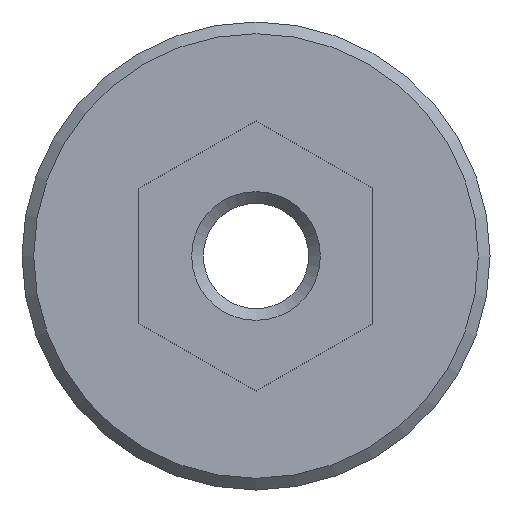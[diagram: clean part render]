
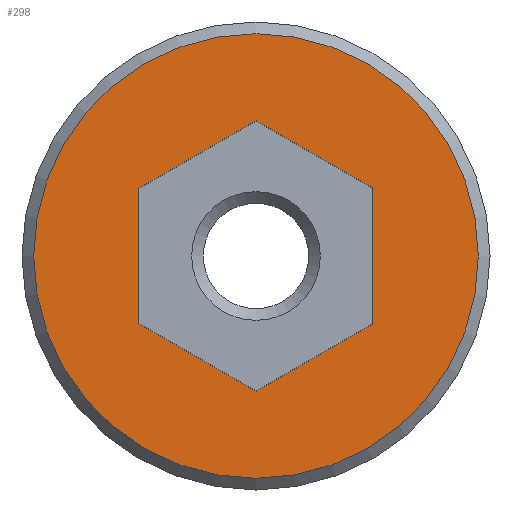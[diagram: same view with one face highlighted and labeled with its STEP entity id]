
A CAD part, left-side view. The second image highlights one B-rep face of the part: STEP entity #298.
In plain terms, the highlighted planar face has unit normal (-1, 0, 0).
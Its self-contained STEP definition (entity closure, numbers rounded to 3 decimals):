
#18=FACE_BOUND('',#62,.T.);
#22=PLANE('',#339);
#40=FACE_OUTER_BOUND('',#61,.T.);
#61=EDGE_LOOP('',(#235));
#62=EDGE_LOOP('',(#236,#237,#238,#239,#240,#241));
#86=LINE('',#495,#112);
#87=LINE('',#497,#113);
#88=LINE('',#499,#114);
#89=LINE('',#501,#115);
#90=LINE('',#503,#116);
#91=LINE('',#504,#117);
#112=VECTOR('',#402,10.);
#113=VECTOR('',#403,10.);
#114=VECTOR('',#404,10.);
#115=VECTOR('',#405,10.);
#116=VECTOR('',#406,10.);
#117=VECTOR('',#407,10.);
#132=CIRCLE('',#335,19.);
#152=VERTEX_POINT('',#483);
#155=VERTEX_POINT('',#493);
#156=VERTEX_POINT('',#494);
#157=VERTEX_POINT('',#496);
#158=VERTEX_POINT('',#498);
#159=VERTEX_POINT('',#500);
#160=VERTEX_POINT('',#502);
#180=EDGE_CURVE('',#152,#152,#132,.T.);
#185=EDGE_CURVE('',#155,#156,#86,.T.);
#186=EDGE_CURVE('',#156,#157,#87,.T.);
#187=EDGE_CURVE('',#157,#158,#88,.T.);
#188=EDGE_CURVE('',#158,#159,#89,.T.);
#189=EDGE_CURVE('',#159,#160,#90,.T.);
#190=EDGE_CURVE('',#160,#155,#91,.T.);
#235=ORIENTED_EDGE('',*,*,#180,.F.);
#236=ORIENTED_EDGE('',*,*,#185,.T.);
#237=ORIENTED_EDGE('',*,*,#186,.T.);
#238=ORIENTED_EDGE('',*,*,#187,.T.);
#239=ORIENTED_EDGE('',*,*,#188,.T.);
#240=ORIENTED_EDGE('',*,*,#189,.T.);
#241=ORIENTED_EDGE('',*,*,#190,.T.);
#298=ADVANCED_FACE('',(#40,#18),#22,.T.);
#335=AXIS2_PLACEMENT_3D('',#484,#390,#391);
#339=AXIS2_PLACEMENT_3D('',#492,#400,#401);
#390=DIRECTION('center_axis',(1.,0.,0.));
#391=DIRECTION('ref_axis',(0.,-1.,0.));
#400=DIRECTION('center_axis',(-1.,0.,0.));
#401=DIRECTION('ref_axis',(0.,0.,1.));
#402=DIRECTION('',(0.,0.,-1.));
#403=DIRECTION('',(0.,0.866,-0.5));
#404=DIRECTION('',(0.,0.866,0.5));
#405=DIRECTION('',(0.,0.,1.));
#406=DIRECTION('',(0.,-0.866,0.5));
#407=DIRECTION('',(0.,-0.866,-0.5));
#483=CARTESIAN_POINT('',(0.,39.,0.));
#484=CARTESIAN_POINT('Origin',(0.,20.,0.));
#492=CARTESIAN_POINT('Origin',(0.,0.,-20.));
#493=CARTESIAN_POINT('',(0.,10.,5.774));
#494=CARTESIAN_POINT('',(0.,10.,-5.774));
#495=CARTESIAN_POINT('',(0.,10.,-7.113));
#496=CARTESIAN_POINT('',(0.,20.,-11.547));
#497=CARTESIAN_POINT('',(0.,9.33,-5.387));
#498=CARTESIAN_POINT('',(0.,30.,-5.774));
#499=CARTESIAN_POINT('',(0.,10.67,-16.934));
#500=CARTESIAN_POINT('',(0.,30.,5.774));
#501=CARTESIAN_POINT('',(0.,30.,-12.887));
#502=CARTESIAN_POINT('',(0.,20.,11.547));
#503=CARTESIAN_POINT('',(0.,24.33,9.047));
#504=CARTESIAN_POINT('',(0.,5.67,3.274));
